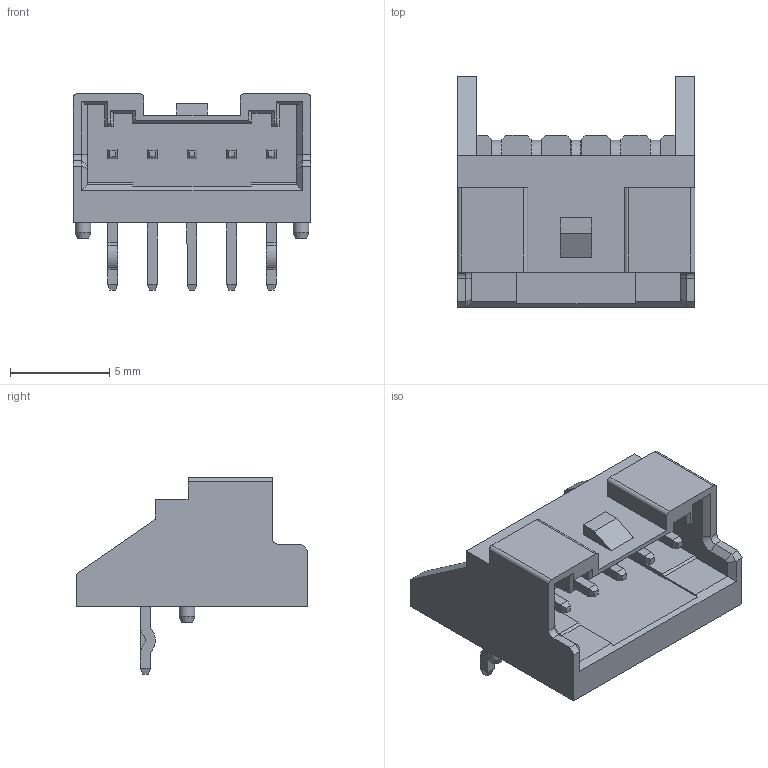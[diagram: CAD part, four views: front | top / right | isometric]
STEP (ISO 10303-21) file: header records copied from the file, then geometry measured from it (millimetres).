
FILE_DESCRIPTION( ('This file contains a STEP AP42 implementation' ,'as created by ZW3D STEP Interface translator.') ,'2;1' );
FILE_NAME( 'WF2018-WRHXXTT1.stp' ,'241019.113317', (''), ('ZWCAD Software Co.'), 'Version 1.0', 'ZW3D to STEP translator', '' );
FILE_SCHEMA(('AUTOMOTIVE_DESIGN { 1 0 10303 214 1 1 1 1 }'));
Length unit declared in the file: millimetre
Products named in the file (2): 0; WF2018-WRHXXTT1
Bounding box: 12 x 11.7 x 9.9 mm (x, y, z)
Volume: 287.2 mm3; surface area: 783.2 mm2
Topology: 1 solids, 1 shells, 285 faces, 768 edges, 488 vertices
Faces by surface type: plane 246, cylinder 35, cone 4
Full cylindrical faces by diameter (mm): 0.8 x2
Entity records: 9200 total; most frequent: CARTESIAN_POINT 1795, ORIENTED_EDGE 1536, DIRECTION 1348, EDGE_CURVE 768, VECTOR 648, LINE 648, VERTEX_POINT 488, AXIS2_PLACEMENT_3D 350
